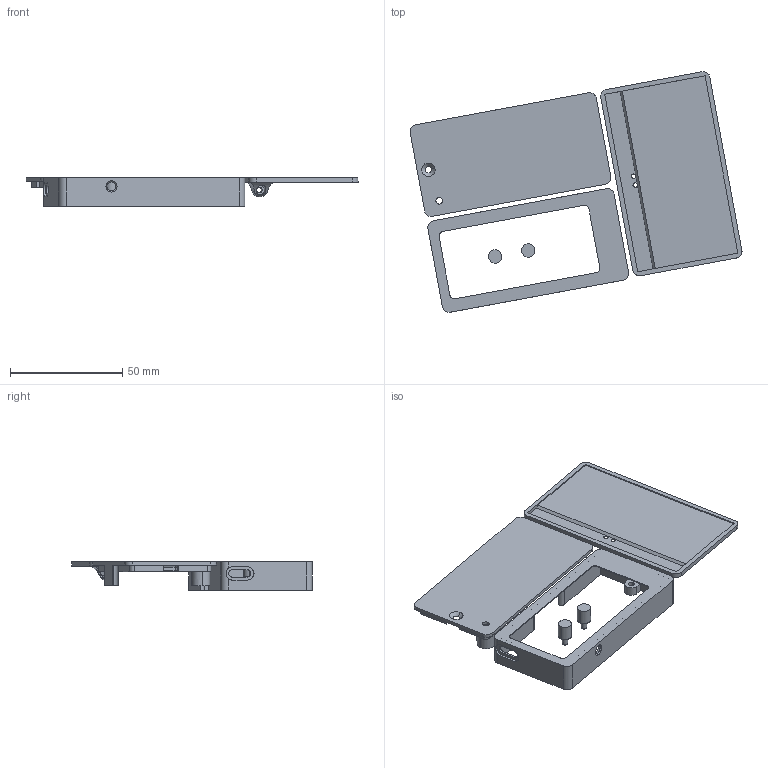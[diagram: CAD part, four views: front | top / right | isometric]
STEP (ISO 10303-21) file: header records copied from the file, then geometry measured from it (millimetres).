
FILE_DESCRIPTION(('CATIA V5 STEP Exchange'),'2;1');
FILE_NAME('Printable Smart-Plant.stp','2023-03-15T20:33:22+00:00',('none'),('none'),'CATIA Version 5 Release 20 GA (IN-10)','CATIA V5 STEP AP203','none');
FILE_SCHEMA(('CONFIG_CONTROL_DESIGN'));
Length unit declared in the file: millimetre
Products named in the file (2): Smart-Plant; Smart Plant Enclosure Solar Panel
Assembly tree (6 placements, depth 3):
  Smart-Plant
    #58
    #1679
    #3891  x2
    Smart Plant Enclosure Solar Panel
      #4233
Bounding box: 148.12 x 107.36 x 12.75 mm (x, y, z)
Volume: 19300.9 mm3; surface area: 27848.5 mm2
Topology: 5 solids, 5 shells, 203 faces, 526 edges, 336 vertices
Faces by surface type: plane 90, cylinder 83, torus 20, cone 7, sphere 3
Entity records: 5919 total; most frequent: CARTESIAN_POINT 1224, ORIENTED_EDGE 998, DIRECTION 817, EDGE_CURVE 499, AXIS2_PLACEMENT_3D 354, VERTEX_POINT 322, VECTOR 289, LINE 289
